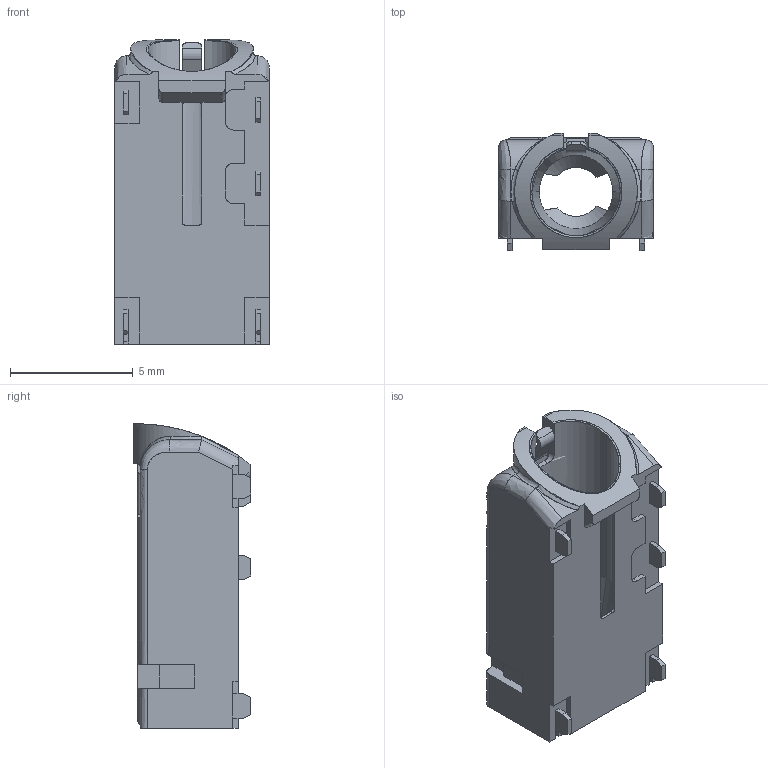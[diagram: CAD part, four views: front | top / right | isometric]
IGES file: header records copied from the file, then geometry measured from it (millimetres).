
Start section: SolidWorks IGES file using analytic representation for surfaces
Global section: file name: STX-353E7A-4N-TR.IGS; native system: SolidWorks 2014; preprocessor: SolidWorks 2014; author: Ckelleher; date: 160601.171902; units: millimetre
Bounding box: 6.3 x 4.77 x 12.4 mm (x, y, z)
Surface area: 421.8 mm2 (no closed solid volume)
Topology: 0 solids, 0 shells, 220 faces, 1557 edges, 1550 vertices
Faces by surface type: bspline 178, revolution 42
